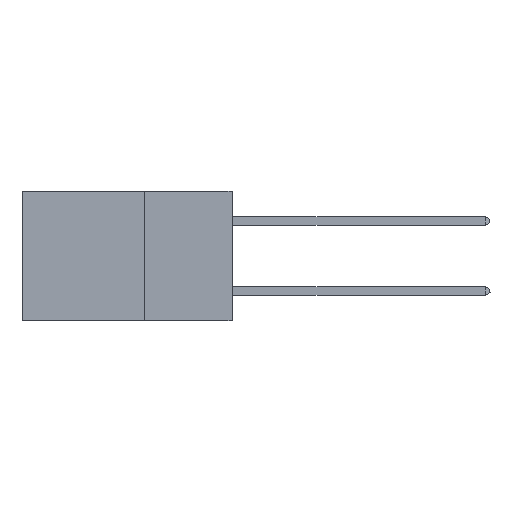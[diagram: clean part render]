
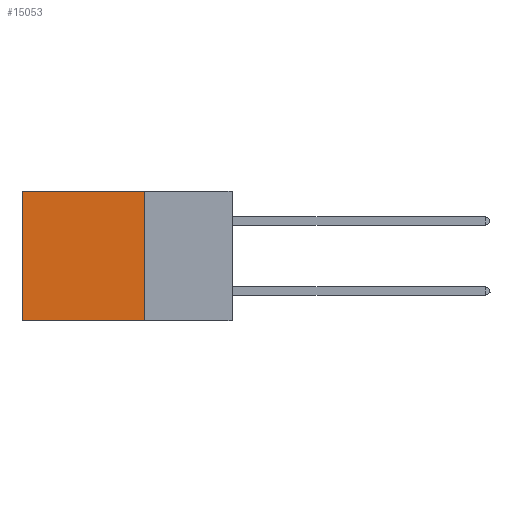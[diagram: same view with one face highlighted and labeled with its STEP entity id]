
A CAD part, left-side view. The second image highlights one B-rep face of the part: STEP entity #15053.
In plain terms, the highlighted planar face has unit normal (-1, 0, 0).
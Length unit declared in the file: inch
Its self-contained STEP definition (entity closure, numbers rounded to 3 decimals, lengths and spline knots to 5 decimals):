
#257 = EDGE_CURVE ( 'NONE', #10156, #321, #16718, .T. ) ;
#321 = VERTEX_POINT ( 'NONE', #1385 ) ;
#1066 = VERTEX_POINT ( 'NONE', #10317 ) ;
#1123 = LINE ( 'NONE', #7648, #11203 ) ;
#1385 = CARTESIAN_POINT ( 'NONE',  ( 0.2875, 0.25, -0.37 ) ) ;
#1765 = LINE ( 'NONE', #2887, #15047 ) ;
#2042 = CARTESIAN_POINT ( 'NONE',  ( 0.2875, 0.6, 0. ) ) ;
#2609 = VECTOR ( 'NONE', #3987, 39.37008 ) ;
#2639 = ORIENTED_EDGE ( 'NONE', *, *, #257, .F. ) ;
#2887 = CARTESIAN_POINT ( 'NONE',  ( 0.2875, 0.25, 0. ) ) ;
#3121 = EDGE_CURVE ( 'NONE', #10156, #8363, #1765, .T. ) ;
#3285 = DIRECTION ( 'NONE',  ( 0., 0., -1. ) ) ;
#3987 = DIRECTION ( 'NONE',  ( 0., 0., -1. ) ) ;
#4036 = EDGE_CURVE ( 'NONE', #321, #1066, #1123, .T. ) ;
#4089 = FACE_OUTER_BOUND ( 'NONE', #13765, .T. ) ;
#4499 = LINE ( 'NONE', #12919, #12893 ) ;
#5434 = ORIENTED_EDGE ( 'NONE', *, *, #4036, .F. ) ;
#7648 = CARTESIAN_POINT ( 'NONE',  ( 0.2875, 0.25, -0.37 ) ) ;
#7828 = CARTESIAN_POINT ( 'NONE',  ( 0.2875, 0.25, 0. ) ) ;
#8096 = CARTESIAN_POINT ( 'NONE',  ( 0.2875, 0.25, 0. ) ) ;
#8363 = VERTEX_POINT ( 'NONE', #2042 ) ;
#9910 = CARTESIAN_POINT ( 'NONE',  ( 0.2875, 0.25, 0. ) ) ;
#10156 = VERTEX_POINT ( 'NONE', #7828 ) ;
#10317 = CARTESIAN_POINT ( 'NONE',  ( 0.2875, 0.6, -0.37 ) ) ;
#10876 = AXIS2_PLACEMENT_3D ( 'NONE', #9910, #15276, #3285 ) ;
#11203 = VECTOR ( 'NONE', #12223, 39.37008 ) ;
#11378 = PLANE ( 'NONE',  #10876 ) ;
#12223 = DIRECTION ( 'NONE',  ( 0., 1., 0. ) ) ;
#12458 = ORIENTED_EDGE ( 'NONE', *, *, #13233, .T. ) ;
#12893 = VECTOR ( 'NONE', #13825, 39.37008 ) ;
#12919 = CARTESIAN_POINT ( 'NONE',  ( 0.2875, 0.6, 0. ) ) ;
#13233 = EDGE_CURVE ( 'NONE', #8363, #1066, #4499, .T. ) ;
#13765 = EDGE_LOOP ( 'NONE', ( #12458, #5434, #2639, #13956 ) ) ;
#13825 = DIRECTION ( 'NONE',  ( 0., 0., -1. ) ) ;
#13956 = ORIENTED_EDGE ( 'NONE', *, *, #3121, .T. ) ;
#15047 = VECTOR ( 'NONE', #16419, 39.37008 ) ;
#15053 = ADVANCED_FACE ( 'NONE', ( #4089 ), #11378, .F. ) ;
#15276 = DIRECTION ( 'NONE',  ( 1., 0., 0. ) ) ;
#16419 = DIRECTION ( 'NONE',  ( 0., 1., 0. ) ) ;
#16718 = LINE ( 'NONE', #8096, #2609 ) ;
